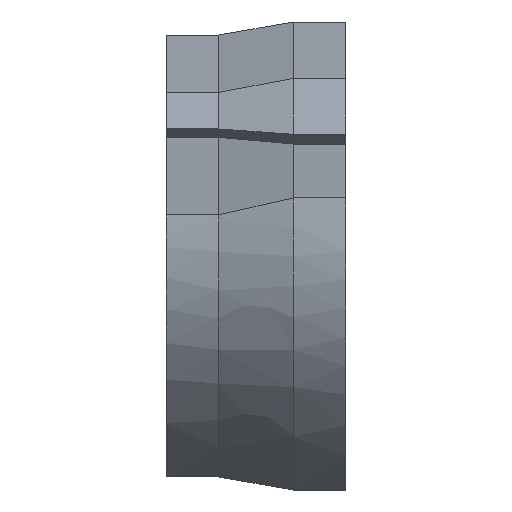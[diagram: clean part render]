
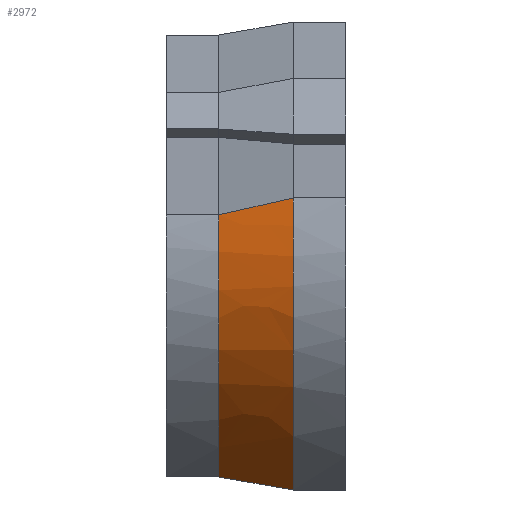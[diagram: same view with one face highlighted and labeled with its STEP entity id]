
A CAD part, left-side view. The second image highlights one B-rep face of the part: STEP entity #2972.
In plain terms, the highlighted free-form (B-spline) face has degree [3, 3] with [14, 4] control points.
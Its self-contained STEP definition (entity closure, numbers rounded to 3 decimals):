
#31=B_SPLINE_CURVE_WITH_KNOTS('',3,(#4373,#4374,#4375,#4376,#4377,#4378,
#4379,#4380,#4381,#4382,#4383,#4384,#4385,#4386,#4387,#4388,#4389,#4390,
#4391,#4392,#4393,#4394),.UNSPECIFIED.,.F.,.F.,(4,3,3,3,3,3,3,4),(-1.013,
-1.005,-1.,-0.785,-0.362,0.,0.053,
0.136),.UNSPECIFIED.);
#35=B_SPLINE_CURVE_WITH_KNOTS('',3,(#4798,#4799,#4800,#4801,#4802,#4803),
 .UNSPECIFIED.,.F.,.F.,(4,2,4),(0.,0.356,0.712),
 .UNSPECIFIED.);
#36=B_SPLINE_CURVE_WITH_KNOTS('',3,(#4862,#4863,#4864,#4865,#4866,#4867),
 .UNSPECIFIED.,.F.,.F.,(4,2,4),(-0.728,-0.362,0.),
 .UNSPECIFIED.);
#37=B_SPLINE_CURVE_WITH_KNOTS('',3,(#4868,#4869,#4870,#4871,#4872,#4873,
#4874,#4875,#4876,#4877,#4878,#4879,#4880,#4881,#4882,#4883),
 .UNSPECIFIED.,.F.,.F.,(4,3,3,3,3,4),(-0.053,0.,0.362,
0.785,1.,1.005),.UNSPECIFIED.);
#42=B_SPLINE_SURFACE_WITH_KNOTS('',3,3,((#4805,#4806,#4807,#4808),(#4809,
#4810,#4811,#4812),(#4813,#4814,#4815,#4816),(#4817,#4818,#4819,#4820),
(#4821,#4822,#4823,#4824),(#4825,#4826,#4827,#4828),(#4829,#4830,#4831,
#4832),(#4833,#4834,#4835,#4836),(#4837,#4838,#4839,#4840),(#4841,#4842,
#4843,#4844),(#4845,#4846,#4847,#4848),(#4849,#4850,#4851,#4852),(#4853,
#4854,#4855,#4856),(#4857,#4858,#4859,#4860)),.UNSPECIFIED.,.F.,.F.,.F.,
(4,3,2,2,3,4),(4,4),(-0.136,0.,0.362,0.785,
1.,1.013),(0.,0.7),.UNSPECIFIED.);
#189=FACE_OUTER_BOUND('',#373,.T.);
#373=EDGE_LOOP('',(#2440,#2441,#2442,#2443));
#1300=VERTEX_POINT('',#4323);
#1302=VERTEX_POINT('',#4372);
#1388=VERTEX_POINT('',#4797);
#1389=VERTEX_POINT('',#4861);
#1592=EDGE_CURVE('',#1300,#1302,#31,.T.);
#1753=EDGE_CURVE('',#1388,#1300,#35,.T.);
#1755=EDGE_CURVE('',#1389,#1302,#36,.T.);
#1756=EDGE_CURVE('',#1389,#1388,#37,.T.);
#2440=ORIENTED_EDGE('',*,*,#1592,.T.);
#2441=ORIENTED_EDGE('',*,*,#1755,.F.);
#2442=ORIENTED_EDGE('',*,*,#1756,.T.);
#2443=ORIENTED_EDGE('',*,*,#1753,.T.);
#2972=ADVANCED_FACE('',(#189),#42,.T.);
#4323=CARTESIAN_POINT('',(-11.427,-7.,-21.191));
#4372=CARTESIAN_POINT('',(-26.879,-7.,6.431));
#4373=CARTESIAN_POINT('Ctrl Pts',(-11.427,-7.,-21.191));
#4374=CARTESIAN_POINT('Ctrl Pts',(-11.536,-7.,-21.112));
#4375=CARTESIAN_POINT('Ctrl Pts',(-11.644,-7.,-21.032));
#4376=CARTESIAN_POINT('Ctrl Pts',(-11.753,-7.,-20.953));
#4377=CARTESIAN_POINT('Ctrl Pts',(-11.823,-7.,-20.901));
#4378=CARTESIAN_POINT('Ctrl Pts',(-11.893,-7.,-20.85));
#4379=CARTESIAN_POINT('Ctrl Pts',(-11.964,-7.,-20.798));
#4380=CARTESIAN_POINT('Ctrl Pts',(-14.98,-7.,-18.589));
#4381=CARTESIAN_POINT('Ctrl Pts',(-17.393,-7.,-16.528));
#4382=CARTESIAN_POINT('Ctrl Pts',(-19.304,-7.,-14.573));
#4383=CARTESIAN_POINT('Ctrl Pts',(-23.072,-7.,-10.719));
#4384=CARTESIAN_POINT('Ctrl Pts',(-24.938,-7.,-7.236));
#4385=CARTESIAN_POINT('Ctrl Pts',(-25.951,-7.,-4.007));
#4386=CARTESIAN_POINT('Ctrl Pts',(-26.815,-7.,-1.248));
#4387=CARTESIAN_POINT('Ctrl Pts',(-27.089,-7.,1.367));
#4388=CARTESIAN_POINT('Ctrl Pts',(-26.985,-7.,3.864));
#4389=CARTESIAN_POINT('Ctrl Pts',(-26.971,-7.,4.201));
#4390=CARTESIAN_POINT('Ctrl Pts',(-26.957,-7.,4.537));
#4391=CARTESIAN_POINT('Ctrl Pts',(-26.943,-7.,4.874));
#4392=CARTESIAN_POINT('Ctrl Pts',(-26.922,-7.,5.393));
#4393=CARTESIAN_POINT('Ctrl Pts',(-26.9,-7.,5.912));
#4394=CARTESIAN_POINT('Ctrl Pts',(-26.879,-7.,6.431));
#4797=CARTESIAN_POINT('',(-11.023,0.,-19.957));
#4798=CARTESIAN_POINT('Ctrl Pts',(-11.023,0.,-19.957));
#4799=CARTESIAN_POINT('Ctrl Pts',(-11.091,-1.167,-20.163));
#4800=CARTESIAN_POINT('Ctrl Pts',(-11.158,-2.333,-20.369));
#4801=CARTESIAN_POINT('Ctrl Pts',(-11.292,-4.667,-20.78));
#4802=CARTESIAN_POINT('Ctrl Pts',(-11.36,-5.833,-20.986));
#4803=CARTESIAN_POINT('Ctrl Pts',(-11.427,-7.,-21.191));
#4805=CARTESIAN_POINT('Ctrl Pts',(-25.645,0.,6.38));
#4806=CARTESIAN_POINT('Ctrl Pts',(-26.056,-2.333,6.397));
#4807=CARTESIAN_POINT('Ctrl Pts',(-26.468,-4.667,6.414));
#4808=CARTESIAN_POINT('Ctrl Pts',(-26.879,-7.,6.431));
#4809=CARTESIAN_POINT('Ctrl Pts',(-25.681,0.,5.524));
#4810=CARTESIAN_POINT('Ctrl Pts',(-26.092,-2.333,5.541));
#4811=CARTESIAN_POINT('Ctrl Pts',(-26.503,-4.667,5.559));
#4812=CARTESIAN_POINT('Ctrl Pts',(-26.914,-7.,5.576));
#4813=CARTESIAN_POINT('Ctrl Pts',(-25.717,0.,4.669));
#4814=CARTESIAN_POINT('Ctrl Pts',(-26.128,-2.333,4.686));
#4815=CARTESIAN_POINT('Ctrl Pts',(-26.539,-4.667,4.703));
#4816=CARTESIAN_POINT('Ctrl Pts',(-26.95,-7.,4.72));
#4817=CARTESIAN_POINT('Ctrl Pts',(-25.752,0.,3.813));
#4818=CARTESIAN_POINT('Ctrl Pts',(-26.163,-2.333,3.83));
#4819=CARTESIAN_POINT('Ctrl Pts',(-26.574,-4.667,3.847));
#4820=CARTESIAN_POINT('Ctrl Pts',(-26.985,-7.,3.864));
#4821=CARTESIAN_POINT('Ctrl Pts',(-25.851,0.,1.44));
#4822=CARTESIAN_POINT('Ctrl Pts',(-26.264,-2.333,1.415));
#4823=CARTESIAN_POINT('Ctrl Pts',(-26.676,-4.667,1.392));
#4824=CARTESIAN_POINT('Ctrl Pts',(-27.089,-7.,1.367));
#4825=CARTESIAN_POINT('Ctrl Pts',(-25.594,0.,-1.019));
#4826=CARTESIAN_POINT('Ctrl Pts',(-26.001,-2.333,-1.094));
#4827=CARTESIAN_POINT('Ctrl Pts',(-26.409,-4.667,-1.17));
#4828=CARTESIAN_POINT('Ctrl Pts',(-26.816,-7.,-1.245));
#4829=CARTESIAN_POINT('Ctrl Pts',(-23.813,0.,-6.701));
#4830=CARTESIAN_POINT('Ctrl Pts',(-24.188,-2.333,-6.88));
#4831=CARTESIAN_POINT('Ctrl Pts',(-24.563,-4.667,-7.061));
#4832=CARTESIAN_POINT('Ctrl Pts',(-24.939,-7.,-7.24));
#4833=CARTESIAN_POINT('Ctrl Pts',(-22.074,0.,-9.974));
#4834=CARTESIAN_POINT('Ctrl Pts',(-22.407,-2.333,-10.224));
#4835=CARTESIAN_POINT('Ctrl Pts',(-22.741,-4.667,-10.471));
#4836=CARTESIAN_POINT('Ctrl Pts',(-23.075,-7.,-10.721));
#4837=CARTESIAN_POINT('Ctrl Pts',(-16.57,0.,-15.604));
#4838=CARTESIAN_POINT('Ctrl Pts',(-16.845,-2.333,-15.91));
#4839=CARTESIAN_POINT('Ctrl Pts',(-17.118,-4.667,-16.22));
#4840=CARTESIAN_POINT('Ctrl Pts',(-17.393,-7.,-16.527));
#4841=CARTESIAN_POINT('Ctrl Pts',(-14.209,0.,-17.624));
#4842=CARTESIAN_POINT('Ctrl Pts',(-14.466,-2.333,-17.946));
#4843=CARTESIAN_POINT('Ctrl Pts',(-14.723,-4.667,-18.266));
#4844=CARTESIAN_POINT('Ctrl Pts',(-14.98,-7.,-18.589));
#4845=CARTESIAN_POINT('Ctrl Pts',(-11.234,0.,-19.803));
#4846=CARTESIAN_POINT('Ctrl Pts',(-11.477,-2.333,-20.135));
#4847=CARTESIAN_POINT('Ctrl Pts',(-11.721,-4.667,-20.466));
#4848=CARTESIAN_POINT('Ctrl Pts',(-11.964,-7.,-20.798));
#4849=CARTESIAN_POINT('Ctrl Pts',(-11.055,0.,-19.934));
#4850=CARTESIAN_POINT('Ctrl Pts',(-11.299,-2.333,-20.266));
#4851=CARTESIAN_POINT('Ctrl Pts',(-11.542,-4.667,-20.597));
#4852=CARTESIAN_POINT('Ctrl Pts',(-11.785,-7.,-20.929));
#4853=CARTESIAN_POINT('Ctrl Pts',(-10.877,0.,-20.065));
#4854=CARTESIAN_POINT('Ctrl Pts',(-11.12,-2.333,-20.397));
#4855=CARTESIAN_POINT('Ctrl Pts',(-11.363,-4.667,-20.729));
#4856=CARTESIAN_POINT('Ctrl Pts',(-11.606,-7.,-21.06));
#4857=CARTESIAN_POINT('Ctrl Pts',(-10.698,0.,-20.196));
#4858=CARTESIAN_POINT('Ctrl Pts',(-10.941,-2.333,-20.528));
#4859=CARTESIAN_POINT('Ctrl Pts',(-11.184,-4.667,-20.86));
#4860=CARTESIAN_POINT('Ctrl Pts',(-11.427,-7.,-21.191));
#4861=CARTESIAN_POINT('',(-25.71,0.,4.822));
#4862=CARTESIAN_POINT('Ctrl Pts',(-25.71,0.,4.822));
#4863=CARTESIAN_POINT('Ctrl Pts',(-25.906,-1.173,5.092));
#4864=CARTESIAN_POINT('Ctrl Pts',(-26.102,-2.345,5.361));
#4865=CARTESIAN_POINT('Ctrl Pts',(-26.491,-4.679,5.898));
#4866=CARTESIAN_POINT('Ctrl Pts',(-26.685,-5.839,6.165));
#4867=CARTESIAN_POINT('Ctrl Pts',(-26.879,-7.,6.431));
#4868=CARTESIAN_POINT('Ctrl Pts',(-25.71,0.,4.822));
#4869=CARTESIAN_POINT('Ctrl Pts',(-25.724,0.,4.486));
#4870=CARTESIAN_POINT('Ctrl Pts',(-25.738,0.,4.149));
#4871=CARTESIAN_POINT('Ctrl Pts',(-25.752,0.,3.813));
#4872=CARTESIAN_POINT('Ctrl Pts',(-25.851,0.,1.44));
#4873=CARTESIAN_POINT('Ctrl Pts',(-25.594,0.,-1.019));
#4874=CARTESIAN_POINT('Ctrl Pts',(-24.773,0.,-3.637));
#4875=CARTESIAN_POINT('Ctrl Pts',(-23.813,0.,-6.701));
#4876=CARTESIAN_POINT('Ctrl Pts',(-22.074,0.,-9.974));
#4877=CARTESIAN_POINT('Ctrl Pts',(-18.422,0.,-13.71));
#4878=CARTESIAN_POINT('Ctrl Pts',(-16.57,0.,-15.604));
#4879=CARTESIAN_POINT('Ctrl Pts',(-14.209,0.,-17.624));
#4880=CARTESIAN_POINT('Ctrl Pts',(-11.234,0.,-19.803));
#4881=CARTESIAN_POINT('Ctrl Pts',(-11.164,0.,-19.854));
#4882=CARTESIAN_POINT('Ctrl Pts',(-11.094,0.,-19.906));
#4883=CARTESIAN_POINT('Ctrl Pts',(-11.023,0.,-19.957));
